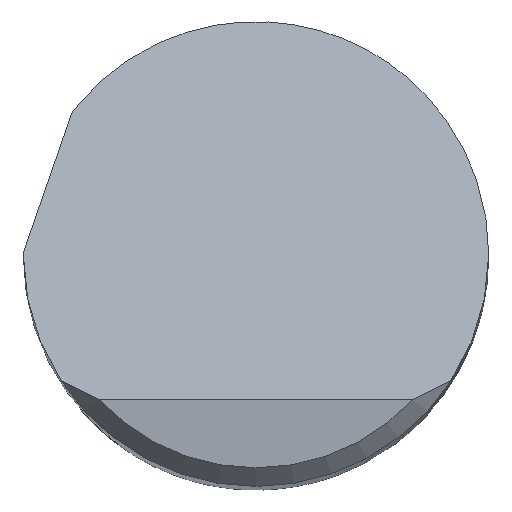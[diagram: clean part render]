
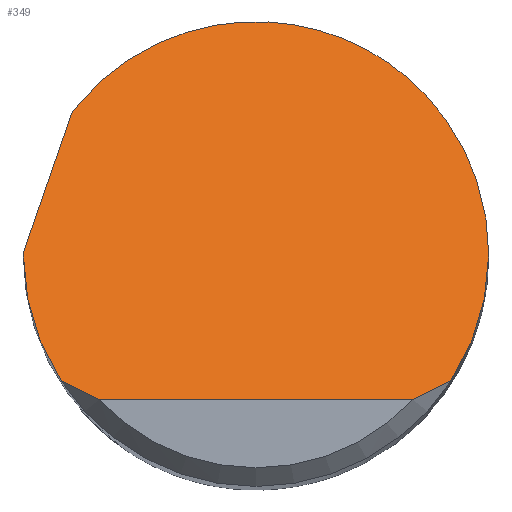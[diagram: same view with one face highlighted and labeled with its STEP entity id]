
A CAD part, top view. The second image highlights one B-rep face of the part: STEP entity #349.
In plain terms, the highlighted planar face has unit normal (0, 0.707, 0.707).
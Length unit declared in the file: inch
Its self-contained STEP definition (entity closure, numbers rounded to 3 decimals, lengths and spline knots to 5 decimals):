
#17 = EDGE_CURVE ( 'NONE', #397, #347, #68, .T. ) ;
#29 = ORIENTED_EDGE ( 'NONE', *, *, #171, .F. ) ;
#34 = CARTESIAN_POINT ( 'NONE',  ( -0.1369, -0.11288, 1.99538 ) ) ;
#61 = EDGE_CURVE ( 'NONE', #165, #92, #545, .T. ) ;
#68 = LINE ( 'NONE', #359, #244 ) ;
#72 = FACE_OUTER_BOUND ( 'NONE', #211, .T. ) ;
#84 = EDGE_CURVE ( 'NONE', #112, #397, #188, .T. ) ;
#92 = VERTEX_POINT ( 'NONE', #151 ) ;
#107 = ORIENTED_EDGE ( 'NONE', *, *, #466, .F. ) ;
#112 = VERTEX_POINT ( 'NONE', #389 ) ;
#122 = VERTEX_POINT ( 'NONE', #612 ) ;
#131 = CARTESIAN_POINT ( 'NONE',  ( -0.1875, 0.001, 1.8815 ) ) ;
#140 = B_SPLINE_CURVE_WITH_KNOTS ( 'NONE', 3,
 ( #748, #673, #231, #591 ),
 .UNSPECIFIED., .F., .F.,
 ( 4, 4 ),
 ( 0., 0.00095 ),
 .UNSPECIFIED. ) ;
#147 = CARTESIAN_POINT ( 'NONE',  ( 0.12629, -0.1175, 2. ) ) ;
#150 = CARTESIAN_POINT ( 'NONE',  ( 0.1875, 0., 1.8825 ) ) ;
#151 = CARTESIAN_POINT ( 'NONE',  ( -0.14795, 0.11518, 1.76732 ) ) ;
#159 =( BOUNDED_CURVE ( )  B_SPLINE_CURVE ( 3, ( #660, #804, #670, #131 ),
 .UNSPECIFIED., .F., .F. ) 
 B_SPLINE_CURVE_WITH_KNOTS ( ( 4, 4 ),
 ( 4.71239, 4.71772 ),
 .UNSPECIFIED. ) 
 CURVE ( )  GEOMETRIC_REPRESENTATION_ITEM ( )  RATIONAL_B_SPLINE_CURVE ( ( 1., 1., 1., 1. ) ) 
 REPRESENTATION_ITEM ( '' )  );
#165 = VERTEX_POINT ( 'NONE', #923 ) ;
#171 = EDGE_CURVE ( 'NONE', #305, #220, #949, .T. ) ;
#178 = CARTESIAN_POINT ( 'NONE',  ( -0.14711, -0.10785, 1.99035 ) ) ;
#188 = B_SPLINE_CURVE_WITH_KNOTS ( 'NONE', 3,
 ( #910, #178, #34, #830 ),
 .UNSPECIFIED., .F., .F.,
 ( 4, 4 ),
 ( 0., 0.00095 ),
 .UNSPECIFIED. ) ;
#194 = ORIENTED_EDGE ( 'NONE', *, *, #84, .T. ) ;
#209 = CARTESIAN_POINT ( 'NONE',  ( 0.1875, 0.21502, 1.66748 ) ) ;
#211 = EDGE_LOOP ( 'NONE', ( #418, #546, #29, #230, #442, #623, #107, #194 ) ) ;
#220 = VERTEX_POINT ( 'NONE', #841 ) ;
#230 = ORIENTED_EDGE ( 'NONE', *, *, #639, .F. ) ;
#231 = CARTESIAN_POINT ( 'NONE',  ( 0.14711, -0.10785, 1.99035 ) ) ;
#232 = CARTESIAN_POINT ( 'NONE',  ( -0.17704, -0.0718, 1.9543 ) ) ;
#244 = VECTOR ( 'NONE', #868, 39.37008 ) ;
#275 = CARTESIAN_POINT ( 'NONE',  ( 0.1875, 0., 1.8825 ) ) ;
#305 = VERTEX_POINT ( 'NONE', #150 ) ;
#323 =( BOUNDED_CURVE ( )  B_SPLINE_CURVE ( 3, ( #887, #232, #891, #532 ),
 .UNSPECIFIED., .F., .F. ) 
 B_SPLINE_CURVE_WITH_KNOTS ( ( 4, 4 ),
 ( 4.13401, 4.71239 ),
 .UNSPECIFIED. ) 
 CURVE ( )  GEOMETRIC_REPRESENTATION_ITEM ( )  RATIONAL_B_SPLINE_CURVE ( ( 1., 0.972, 0.972, 1. ) ) 
 REPRESENTATION_ITEM ( '' )  );
#326 = CARTESIAN_POINT ( 'NONE',  ( 0.157, -0.1025, 1.985 ) ) ;
#338 = EDGE_CURVE ( 'NONE', #122, #165, #159, .T. ) ;
#347 = VERTEX_POINT ( 'NONE', #147 ) ;
#348 =( BOUNDED_CURVE ( )  B_SPLINE_CURVE ( 3, ( #733, #494, #209, #858 ),
 .UNSPECIFIED., .F., .F. ) 
 B_SPLINE_CURVE_WITH_KNOTS ( ( 4, 4 ),
 ( 5.37386, 7.85398 ),
 .UNSPECIFIED. ) 
 CURVE ( )  GEOMETRIC_REPRESENTATION_ITEM ( )  RATIONAL_B_SPLINE_CURVE ( ( 1., 0.55, 0.55, 1. ) ) 
 REPRESENTATION_ITEM ( '' )  );
#349 = ADVANCED_FACE ( 'NONE', ( #72 ), #588, .F. ) ;
#359 = CARTESIAN_POINT ( 'NONE',  ( 0., -0.1175, 2. ) ) ;
#389 = CARTESIAN_POINT ( 'NONE',  ( -0.157, -0.1025, 1.985 ) ) ;
#393 = CARTESIAN_POINT ( 'NONE',  ( -0.22622, -0.1108, 1.9933 ) ) ;
#397 = VERTEX_POINT ( 'NONE', #679 ) ;
#418 = ORIENTED_EDGE ( 'NONE', *, *, #17, .T. ) ;
#442 = ORIENTED_EDGE ( 'NONE', *, *, #61, .F. ) ;
#466 = EDGE_CURVE ( 'NONE', #112, #122, #323, .T. ) ;
#475 = CARTESIAN_POINT ( 'NONE',  ( 0.17704, -0.0718, 1.9543 ) ) ;
#494 = CARTESIAN_POINT ( 'NONE',  ( -0.01587, 0.28485, 1.59765 ) ) ;
#513 = DIRECTION ( 'NONE',  ( 0., -0.707, -0.707 ) ) ;
#532 = CARTESIAN_POINT ( 'NONE',  ( -0.1875, 0., 1.8825 ) ) ;
#545 = LINE ( 'NONE', #393, #791 ) ;
#546 = ORIENTED_EDGE ( 'NONE', *, *, #776, .T. ) ;
#588 = PLANE ( 'NONE',  #786 ) ;
#591 = CARTESIAN_POINT ( 'NONE',  ( 0.157, -0.1025, 1.985 ) ) ;
#612 = CARTESIAN_POINT ( 'NONE',  ( -0.1875, 0., 1.8825 ) ) ;
#623 = ORIENTED_EDGE ( 'NONE', *, *, #338, .F. ) ;
#639 = EDGE_CURVE ( 'NONE', #92, #305, #348, .T. ) ;
#660 = CARTESIAN_POINT ( 'NONE',  ( -0.1875, 0., 1.8825 ) ) ;
#670 = CARTESIAN_POINT ( 'NONE',  ( -0.1875, 0.00067, 1.88183 ) ) ;
#673 = CARTESIAN_POINT ( 'NONE',  ( 0.1369, -0.11288, 1.99538 ) ) ;
#679 = CARTESIAN_POINT ( 'NONE',  ( -0.12629, -0.1175, 2. ) ) ;
#697 = DIRECTION ( 'NONE',  ( 0.238, 0.687, -0.687 ) ) ;
#733 = CARTESIAN_POINT ( 'NONE',  ( -0.14795, 0.11518, 1.76732 ) ) ;
#748 = CARTESIAN_POINT ( 'NONE',  ( 0.12629, -0.1175, 2. ) ) ;
#764 = CARTESIAN_POINT ( 'NONE',  ( 0.1875, -0.03666, 1.91916 ) ) ;
#776 = EDGE_CURVE ( 'NONE', #347, #220, #140, .T. ) ;
#786 = AXIS2_PLACEMENT_3D ( 'NONE', #871, #513, #811 ) ;
#791 = VECTOR ( 'NONE', #697, 39.37008 ) ;
#804 = CARTESIAN_POINT ( 'NONE',  ( -0.1875, 0.00033, 1.88217 ) ) ;
#811 = DIRECTION ( 'NONE',  ( 0., 0.707, -0.707 ) ) ;
#830 = CARTESIAN_POINT ( 'NONE',  ( -0.12629, -0.1175, 2. ) ) ;
#841 = CARTESIAN_POINT ( 'NONE',  ( 0.157, -0.1025, 1.985 ) ) ;
#858 = CARTESIAN_POINT ( 'NONE',  ( 0.1875, 0., 1.8825 ) ) ;
#868 = DIRECTION ( 'NONE',  ( 1., 0., 0. ) ) ;
#871 = CARTESIAN_POINT ( 'NONE',  ( -0.1875, -0.1175, 2. ) ) ;
#887 = CARTESIAN_POINT ( 'NONE',  ( -0.157, -0.1025, 1.985 ) ) ;
#891 = CARTESIAN_POINT ( 'NONE',  ( -0.1875, -0.03666, 1.91916 ) ) ;
#910 = CARTESIAN_POINT ( 'NONE',  ( -0.157, -0.1025, 1.985 ) ) ;
#923 = CARTESIAN_POINT ( 'NONE',  ( -0.1875, 0.001, 1.8815 ) ) ;
#949 =( BOUNDED_CURVE ( )  B_SPLINE_CURVE ( 3, ( #275, #764, #475, #326 ),
 .UNSPECIFIED., .F., .F. ) 
 B_SPLINE_CURVE_WITH_KNOTS ( ( 4, 4 ),
 ( 1.5708, 2.14917 ),
 .UNSPECIFIED. ) 
 CURVE ( )  GEOMETRIC_REPRESENTATION_ITEM ( )  RATIONAL_B_SPLINE_CURVE ( ( 1., 0.972, 0.972, 1. ) ) 
 REPRESENTATION_ITEM ( '' )  );
